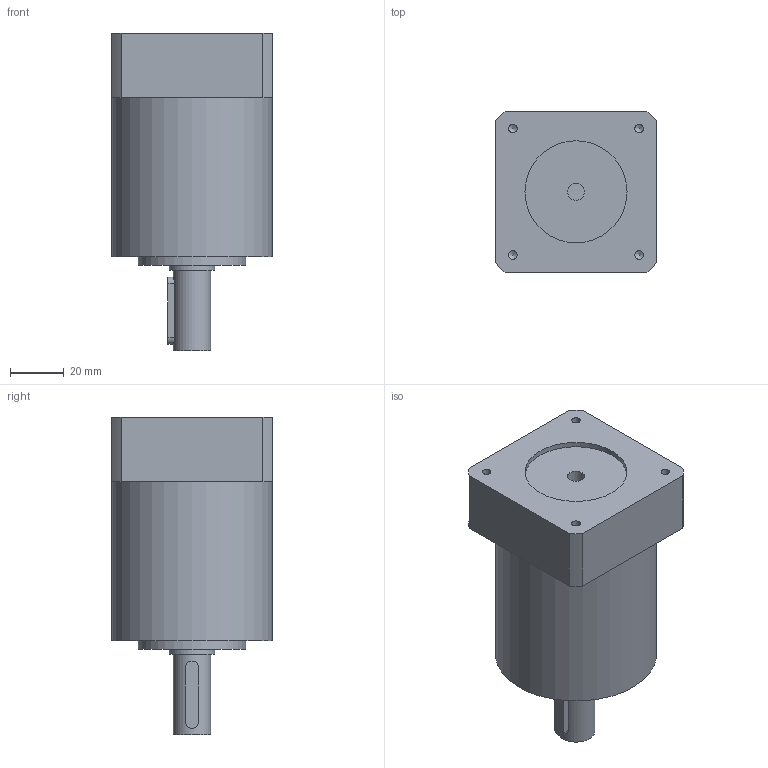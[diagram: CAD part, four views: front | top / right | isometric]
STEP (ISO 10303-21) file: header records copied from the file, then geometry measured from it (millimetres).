
FILE_DESCRIPTION(/* description */ (''),/* implementation_level */ '2;1');
FILE_NAME(/* name */ 'GPLE60-2S.stp',/* time_stamp */ '2015-06-24T12:45:03+02:00',/* author */ ('schneid_a'),/* organization */ (''),/* preprocessor_version */ 'ST-DEVELOPER v16.1',/* originating_system */ 'Autodesk Inventor 2016',/* authorisation */ '');
FILE_SCHEMA (('AUTOMOTIVE_DESIGN { 1 0 10303 214 3 1 1 }'));
Length unit declared in the file: centimetre
Products named in the file (1): GPLE60-2S
Bounding box: 60 x 60 x 118.5 mm (x, y, z)
Volume: 258960.5 mm3; surface area: 35942.1 mm2
Topology: 3 solids, 3 shells, 55 faces, 117 edges, 74 vertices
Faces by surface type: cylinder 24, plane 19, cone 12
Full cylindrical faces by diameter (mm): 1 x2, 3.242 x4, 4.134 x4, 5 x1, 5.314 x1, 6.35 x1, 14 x1, 17 x1, 38.1 x1, 40 x1, 60 x1
Entity records: 1594 total; most frequent: CARTESIAN_POINT 486, DIRECTION 232, ORIENTED_EDGE 148, AXIS2_PLACEMENT_3D 104, EDGE_LOOP 92, EDGE_CURVE 74, VERTEX_POINT 62, STYLED_ITEM 58
